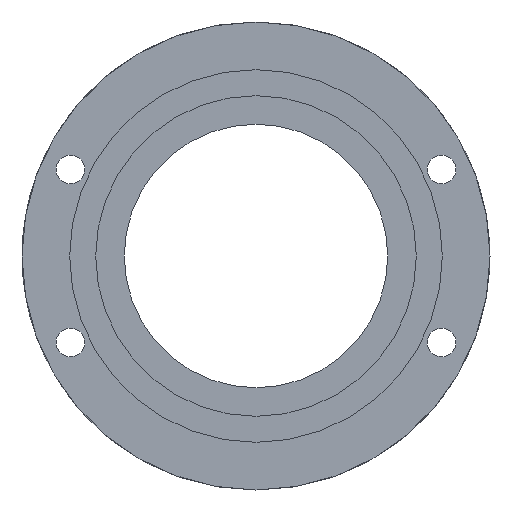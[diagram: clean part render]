
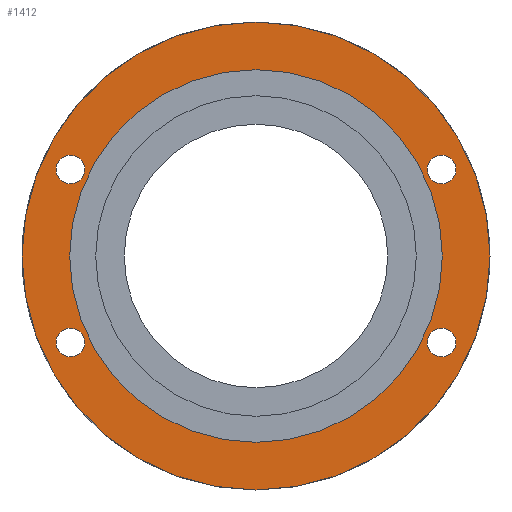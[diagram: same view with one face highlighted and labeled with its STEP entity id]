
A CAD part, left-side view. The second image highlights one B-rep face of the part: STEP entity #1412.
In plain terms, the highlighted planar face has unit normal (-1, 0, 0).
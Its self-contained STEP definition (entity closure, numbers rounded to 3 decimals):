
#28 = DIRECTION ( 'NONE',  ( 1., 0., 0. ) ) ;
#36 = VERTEX_POINT ( 'NONE', #1264 ) ;
#39 = EDGE_CURVE ( 'NONE', #36, #748, #1504, .T. ) ;
#49 = CARTESIAN_POINT ( 'NONE',  ( -7., -21.412, 9.984 ) ) ;
#54 = CARTESIAN_POINT ( 'NONE',  ( -7., -21.412, -9.984 ) ) ;
#56 = VERTEX_POINT ( 'NONE', #764 ) ;
#79 = CARTESIAN_POINT ( 'NONE',  ( -7., 0., 0. ) ) ;
#93 = DIRECTION ( 'NONE',  ( 0., 0., 1. ) ) ;
#94 = VERTEX_POINT ( 'NONE', #1240 ) ;
#107 = DIRECTION ( 'NONE',  ( 1., 0., 0. ) ) ;
#113 = ORIENTED_EDGE ( 'NONE', *, *, #39, .T. ) ;
#126 = ORIENTED_EDGE ( 'NONE', *, *, #978, .T. ) ;
#127 = DIRECTION ( 'NONE',  ( 0., 0., -1. ) ) ;
#142 = CARTESIAN_POINT ( 'NONE',  ( -7., 21.412, -9.984 ) ) ;
#164 = AXIS2_PLACEMENT_3D ( 'NONE', #601, #1751, #93 ) ;
#176 = ORIENTED_EDGE ( 'NONE', *, *, #845, .T. ) ;
#181 = AXIS2_PLACEMENT_3D ( 'NONE', #437, #107, #1471 ) ;
#227 = DIRECTION ( 'NONE',  ( -1., 0., 0. ) ) ;
#243 = CIRCLE ( 'NONE', #1502, 1.65 ) ;
#253 = CIRCLE ( 'NONE', #181, 1.65 ) ;
#263 = AXIS2_PLACEMENT_3D ( 'NONE', #980, #1439, #506 ) ;
#281 = EDGE_CURVE ( 'NONE', #56, #791, #1604, .T. ) ;
#320 = DIRECTION ( 'NONE',  ( 1., 0., 0. ) ) ;
#340 = CIRCLE ( 'NONE', #1217, 21.5 ) ;
#344 = DIRECTION ( 'NONE',  ( 0., 0., -1. ) ) ;
#354 = CIRCLE ( 'NONE', #1960, 27. ) ;
#421 = AXIS2_PLACEMENT_3D ( 'NONE', #1747, #320, #1399 ) ;
#424 = CARTESIAN_POINT ( 'NONE',  ( -7., 0., 21.5 ) ) ;
#437 = CARTESIAN_POINT ( 'NONE',  ( -7., -21.412, -9.984 ) ) ;
#439 = EDGE_CURVE ( 'NONE', #748, #36, #485, .T. ) ;
#454 = DIRECTION ( 'NONE',  ( 0., 0., -1. ) ) ;
#462 = CARTESIAN_POINT ( 'NONE',  ( -7., 21.412, 9.984 ) ) ;
#484 = EDGE_LOOP ( 'NONE', ( #1401, #176 ) ) ;
#485 = CIRCLE ( 'NONE', #1638, 1.65 ) ;
#506 = DIRECTION ( 'NONE',  ( 0., 0., -1. ) ) ;
#525 = ORIENTED_EDGE ( 'NONE', *, *, #1778, .T. ) ;
#532 = AXIS2_PLACEMENT_3D ( 'NONE', #142, #1463, #454 ) ;
#578 = DIRECTION ( 'NONE',  ( -1., 0., 0. ) ) ;
#593 = VERTEX_POINT ( 'NONE', #692 ) ;
#601 = CARTESIAN_POINT ( 'NONE',  ( -7., 0., 0. ) ) ;
#630 = EDGE_CURVE ( 'NONE', #1427, #1232, #243, .T. ) ;
#652 = CARTESIAN_POINT ( 'NONE',  ( -7., -21.412, -11.634 ) ) ;
#656 = EDGE_CURVE ( 'NONE', #593, #1332, #1952, .T. ) ;
#685 = DIRECTION ( 'NONE',  ( 0., 0., -1. ) ) ;
#692 = CARTESIAN_POINT ( 'NONE',  ( -7., 0., -21.5 ) ) ;
#726 = DIRECTION ( 'NONE',  ( 0., 0., -1. ) ) ;
#728 = ORIENTED_EDGE ( 'NONE', *, *, #1265, .T. ) ;
#748 = VERTEX_POINT ( 'NONE', #884 ) ;
#764 = CARTESIAN_POINT ( 'NONE',  ( -7., 21.412, -11.634 ) ) ;
#791 = VERTEX_POINT ( 'NONE', #1516 ) ;
#807 = EDGE_CURVE ( 'NONE', #1332, #593, #340, .T. ) ;
#816 = CARTESIAN_POINT ( 'NONE',  ( -7., 0., 27. ) ) ;
#821 = DIRECTION ( 'NONE',  ( -1., 0., 0. ) ) ;
#845 = EDGE_CURVE ( 'NONE', #961, #2124, #1116, .T. ) ;
#864 = DIRECTION ( 'NONE',  ( 1., 0., 0. ) ) ;
#884 = CARTESIAN_POINT ( 'NONE',  ( -7., 21.412, 8.334 ) ) ;
#939 = FACE_BOUND ( 'NONE', #484, .T. ) ;
#949 = FACE_BOUND ( 'NONE', #1114, .T. ) ;
#961 = VERTEX_POINT ( 'NONE', #1139 ) ;
#962 = ORIENTED_EDGE ( 'NONE', *, *, #630, .T. ) ;
#978 = EDGE_CURVE ( 'NONE', #94, #1454, #354, .T. ) ;
#980 = CARTESIAN_POINT ( 'NONE',  ( -7., 21.5, 0. ) ) ;
#989 = EDGE_CURVE ( 'NONE', #1232, #1427, #253, .T. ) ;
#991 = AXIS2_PLACEMENT_3D ( 'NONE', #79, #578, #1887 ) ;
#1061 = CARTESIAN_POINT ( 'NONE',  ( -7., -21.412, 8.334 ) ) ;
#1082 = CIRCLE ( 'NONE', #164, 27. ) ;
#1092 = DIRECTION ( 'NONE',  ( 1., 0., 0. ) ) ;
#1114 = EDGE_LOOP ( 'NONE', ( #1313, #113 ) ) ;
#1116 = CIRCLE ( 'NONE', #1735, 1.65 ) ;
#1139 = CARTESIAN_POINT ( 'NONE',  ( -7., -21.412, 11.634 ) ) ;
#1147 = DIRECTION ( 'NONE',  ( 1., 0., 0. ) ) ;
#1212 = ORIENTED_EDGE ( 'NONE', *, *, #989, .T. ) ;
#1217 = AXIS2_PLACEMENT_3D ( 'NONE', #1675, #227, #1396 ) ;
#1222 = CARTESIAN_POINT ( 'NONE',  ( -7., -21.412, 9.984 ) ) ;
#1232 = VERTEX_POINT ( 'NONE', #1741 ) ;
#1240 = CARTESIAN_POINT ( 'NONE',  ( -7., 0., -27. ) ) ;
#1264 = CARTESIAN_POINT ( 'NONE',  ( -7., 21.412, 11.634 ) ) ;
#1265 = EDGE_CURVE ( 'NONE', #1454, #94, #1082, .T. ) ;
#1270 = EDGE_LOOP ( 'NONE', ( #728, #126 ) ) ;
#1271 = EDGE_LOOP ( 'NONE', ( #1278, #1966 ) ) ;
#1277 = FACE_BOUND ( 'NONE', #1853, .T. ) ;
#1278 = ORIENTED_EDGE ( 'NONE', *, *, #807, .F. ) ;
#1302 = EDGE_CURVE ( 'NONE', #2124, #961, #1808, .T. ) ;
#1313 = ORIENTED_EDGE ( 'NONE', *, *, #439, .T. ) ;
#1332 = VERTEX_POINT ( 'NONE', #424 ) ;
#1396 = DIRECTION ( 'NONE',  ( 0., 0., 1. ) ) ;
#1399 = DIRECTION ( 'NONE',  ( 0., 0., -1. ) ) ;
#1401 = ORIENTED_EDGE ( 'NONE', *, *, #1302, .T. ) ;
#1412 = ADVANCED_FACE ( 'NONE', ( #949, #1277, #1782, #939, #1466, #1944 ), #1922, .F. ) ;
#1422 = DIRECTION ( 'NONE',  ( 0., 0., 1. ) ) ;
#1427 = VERTEX_POINT ( 'NONE', #652 ) ;
#1439 = DIRECTION ( 'NONE',  ( 1., 0., 0. ) ) ;
#1454 = VERTEX_POINT ( 'NONE', #816 ) ;
#1463 = DIRECTION ( 'NONE',  ( 1., 0., 0. ) ) ;
#1466 = FACE_BOUND ( 'NONE', #1271, .T. ) ;
#1471 = DIRECTION ( 'NONE',  ( 0., 0., -1. ) ) ;
#1497 = CARTESIAN_POINT ( 'NONE',  ( -7., 21.412, -9.984 ) ) ;
#1502 = AXIS2_PLACEMENT_3D ( 'NONE', #54, #1147, #344 ) ;
#1504 = CIRCLE ( 'NONE', #421, 1.65 ) ;
#1516 = CARTESIAN_POINT ( 'NONE',  ( -7., 21.412, -8.334 ) ) ;
#1575 = CARTESIAN_POINT ( 'NONE',  ( -7., 0., 0. ) ) ;
#1598 = ORIENTED_EDGE ( 'NONE', *, *, #281, .T. ) ;
#1603 = DIRECTION ( 'NONE',  ( 1., 0., 0. ) ) ;
#1604 = CIRCLE ( 'NONE', #1878, 1.65 ) ;
#1638 = AXIS2_PLACEMENT_3D ( 'NONE', #462, #1603, #127 ) ;
#1675 = CARTESIAN_POINT ( 'NONE',  ( -7., 0., 0. ) ) ;
#1735 = AXIS2_PLACEMENT_3D ( 'NONE', #49, #864, #2040 ) ;
#1741 = CARTESIAN_POINT ( 'NONE',  ( -7., -21.412, -8.334 ) ) ;
#1747 = CARTESIAN_POINT ( 'NONE',  ( -7., 21.412, 9.984 ) ) ;
#1751 = DIRECTION ( 'NONE',  ( -1., 0., 0. ) ) ;
#1778 = EDGE_CURVE ( 'NONE', #791, #56, #1860, .T. ) ;
#1782 = FACE_BOUND ( 'NONE', #2005, .T. ) ;
#1808 = CIRCLE ( 'NONE', #1875, 1.65 ) ;
#1853 = EDGE_LOOP ( 'NONE', ( #1598, #525 ) ) ;
#1860 = CIRCLE ( 'NONE', #532, 1.65 ) ;
#1875 = AXIS2_PLACEMENT_3D ( 'NONE', #1222, #1092, #726 ) ;
#1878 = AXIS2_PLACEMENT_3D ( 'NONE', #1497, #28, #685 ) ;
#1887 = DIRECTION ( 'NONE',  ( 0., 0., 1. ) ) ;
#1922 = PLANE ( 'NONE',  #263 ) ;
#1944 = FACE_OUTER_BOUND ( 'NONE', #1270, .T. ) ;
#1952 = CIRCLE ( 'NONE', #991, 21.5 ) ;
#1960 = AXIS2_PLACEMENT_3D ( 'NONE', #1575, #821, #1422 ) ;
#1966 = ORIENTED_EDGE ( 'NONE', *, *, #656, .F. ) ;
#2005 = EDGE_LOOP ( 'NONE', ( #962, #1212 ) ) ;
#2040 = DIRECTION ( 'NONE',  ( 0., 0., -1. ) ) ;
#2124 = VERTEX_POINT ( 'NONE', #1061 ) ;
